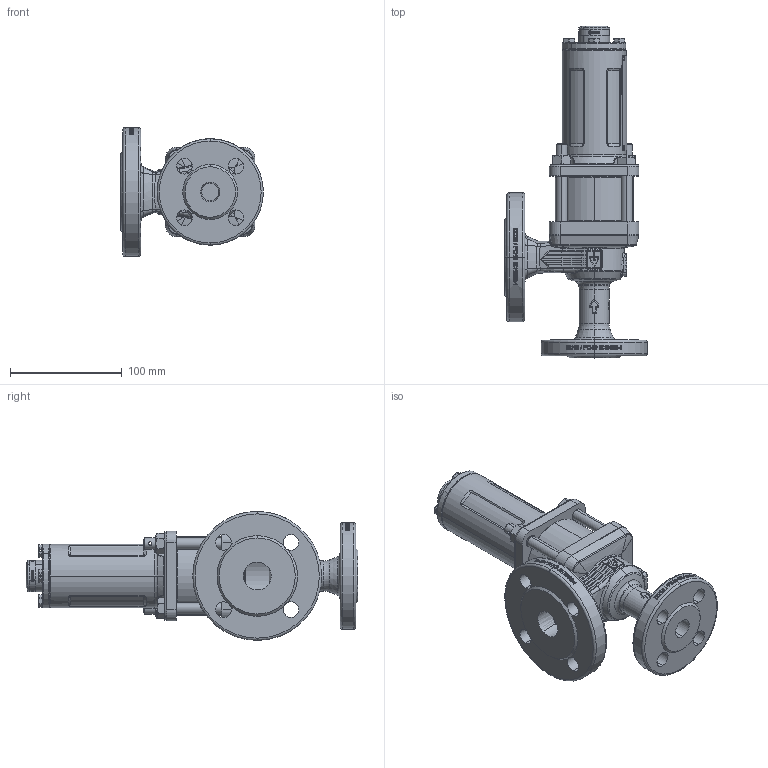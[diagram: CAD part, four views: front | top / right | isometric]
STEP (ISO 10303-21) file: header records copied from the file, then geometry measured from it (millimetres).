
FILE_DESCRIPTION (( 'STEP AP214' ), '1' );
FILE_NAME ('455TBGFO_15_FLFL_1525_MD.STEP', '2020-07-08T10:10:08', ( '' ), ( '' ), 'SwSTEP 2.0', 'SolidWorks 2018', '' );
FILE_SCHEMA (( 'AUTOMOTIVE_DESIGN' ));
Length unit declared in the file: millimetre
Products named in the file (2): 455TBGFO_15_FLFL_1525_MD
Bounding box: 127.5 x 296.45 x 115 mm (x, y, z)
Volume: 596996.9 mm3; surface area: 195481.7 mm2
Topology: 16 solids, 16 shells, 1641 faces, 4621 edges, 3171 vertices
Faces by surface type: bspline 519, cylinder 448, plane 448, cone 161, torus 59, sphere 6
Entity records: 129453 total; most frequent: CARTESIAN_POINT 72475, ORIENTED_EDGE 9176, DIRECTION 6504, EDGE_CURVE 4588, VERTEX_POINT 3171, AXIS2_PLACEMENT_3D 2571, EDGE_LOOP 1895, B_SPLINE_CURVE_WITH_KNOTS 1765
